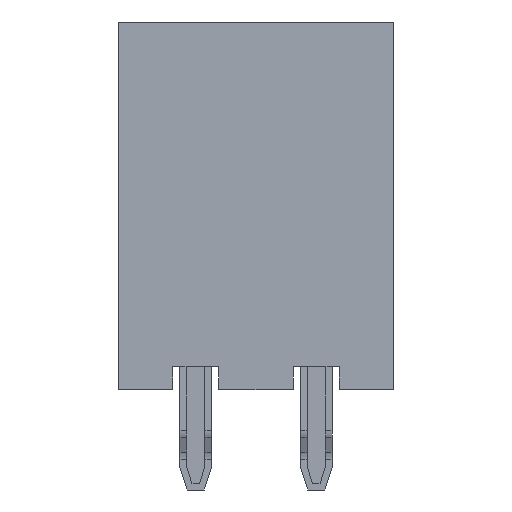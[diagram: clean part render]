
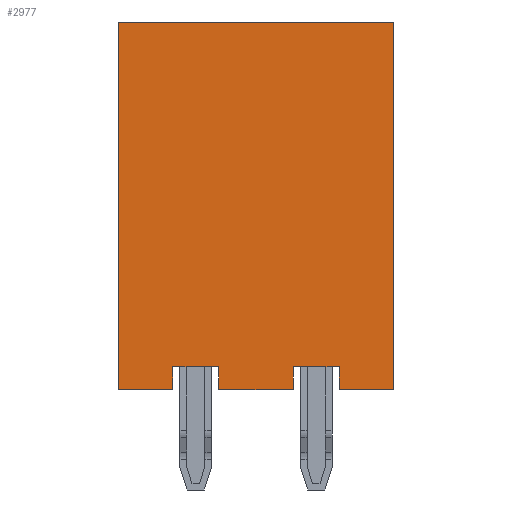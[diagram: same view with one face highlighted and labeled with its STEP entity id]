
A CAD part, front view. The second image highlights one B-rep face of the part: STEP entity #2977.
In plain terms, the highlighted planar face has unit normal (0, -1, 0).
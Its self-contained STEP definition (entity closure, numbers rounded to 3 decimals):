
#165=ORIENTED_EDGE('',*,*,#1044,.F.);
#166=ORIENTED_EDGE('',*,*,#1058,.T.);
#167=ORIENTED_EDGE('',*,*,#1059,.T.);
#168=ORIENTED_EDGE('',*,*,#1060,.T.);
#169=ORIENTED_EDGE('',*,*,#1046,.F.);
#170=ORIENTED_EDGE('',*,*,#1061,.T.);
#171=ORIENTED_EDGE('',*,*,#1062,.T.);
#172=ORIENTED_EDGE('',*,*,#1063,.F.);
#173=ORIENTED_EDGE('',*,*,#1064,.F.);
#174=ORIENTED_EDGE('',*,*,#1065,.T.);
#175=ORIENTED_EDGE('',*,*,#1066,.T.);
#176=ORIENTED_EDGE('',*,*,#1067,.T.);
#1044=EDGE_CURVE('',#1490,#1491,#1785,.T.);
#1046=EDGE_CURVE('',#1492,#1493,#1787,.T.);
#1058=EDGE_CURVE('',#1490,#1504,#1799,.T.);
#1059=EDGE_CURVE('',#1504,#1505,#1800,.T.);
#1060=EDGE_CURVE('',#1505,#1493,#1801,.T.);
#1061=EDGE_CURVE('',#1492,#1506,#1802,.T.);
#1062=EDGE_CURVE('',#1506,#1507,#1803,.T.);
#1063=EDGE_CURVE('',#1508,#1507,#1804,.T.);
#1064=EDGE_CURVE('',#1509,#1508,#1805,.T.);
#1065=EDGE_CURVE('',#1509,#1510,#1806,.T.);
#1066=EDGE_CURVE('',#1510,#1511,#1807,.T.);
#1067=EDGE_CURVE('',#1511,#1491,#1808,.T.);
#1490=VERTEX_POINT('',#4237);
#1491=VERTEX_POINT('',#4239);
#1492=VERTEX_POINT('',#4243);
#1493=VERTEX_POINT('',#4244);
#1504=VERTEX_POINT('',#4270);
#1505=VERTEX_POINT('',#4272);
#1506=VERTEX_POINT('',#4275);
#1507=VERTEX_POINT('',#4277);
#1508=VERTEX_POINT('',#4279);
#1509=VERTEX_POINT('',#4281);
#1510=VERTEX_POINT('',#4283);
#1511=VERTEX_POINT('',#4285);
#1785=LINE('',#4238,#2174);
#1787=LINE('',#4242,#2176);
#1799=LINE('',#4269,#2188);
#1800=LINE('',#4271,#2189);
#1801=LINE('',#4273,#2190);
#1802=LINE('',#4274,#2191);
#1803=LINE('',#4276,#2192);
#1804=LINE('',#4278,#2193);
#1805=LINE('',#4280,#2194);
#1806=LINE('',#4282,#2195);
#1807=LINE('',#4284,#2196);
#1808=LINE('',#4286,#2197);
#2174=VECTOR('',#3399,1000.);
#2176=VECTOR('',#3403,1000.);
#2188=VECTOR('',#3421,1000.);
#2189=VECTOR('',#3422,1000.);
#2190=VECTOR('',#3423,1000.);
#2191=VECTOR('',#3424,1000.);
#2192=VECTOR('',#3425,1000.);
#2193=VECTOR('',#3426,1000.);
#2194=VECTOR('',#3427,1000.);
#2195=VECTOR('',#3428,1000.);
#2196=VECTOR('',#3429,1000.);
#2197=VECTOR('',#3430,1000.);
#2541=EDGE_LOOP('',(#165,#166,#167,#168,#169,#170,#171,#172,#173,#174,#175,
#176));
#2698=FACE_BOUND('',#2541,.T.);
#2855=PLANE('',#3155);
#2977=ADVANCED_FACE('',(#2698),#2855,.T.);
#3155=AXIS2_PLACEMENT_3D('',#4268,#3419,#3420);
#3399=DIRECTION('',(-1.,0.,0.));
#3403=DIRECTION('',(-1.,0.,0.));
#3419=DIRECTION('',(0.,-1.,0.));
#3420=DIRECTION('',(0.,0.,-1.));
#3421=DIRECTION('',(0.,0.,1.));
#3422=DIRECTION('',(1.,0.,0.));
#3423=DIRECTION('',(0.,0.,-1.));
#3424=DIRECTION('',(0.,0.,1.));
#3425=DIRECTION('',(-1.,0.,0.));
#3426=DIRECTION('',(0.,0.,1.));
#3427=DIRECTION('',(-1.,0.,0.));
#3428=DIRECTION('',(0.,0.,1.));
#3429=DIRECTION('',(1.,0.,0.));
#3430=DIRECTION('',(0.,0.,-1.));
#4237=CARTESIAN_POINT('',(1.3,-2.7,-6.4));
#4238=CARTESIAN_POINT('',(4.8,-2.7,-6.4));
#4239=CARTESIAN_POINT('',(-1.3,-2.7,-6.4));
#4242=CARTESIAN_POINT('',(4.8,-2.7,-6.4));
#4243=CARTESIAN_POINT('',(4.8,-2.7,-6.4));
#4244=CARTESIAN_POINT('',(2.9,-2.7,-6.4));
#4268=CARTESIAN_POINT('',(4.8,-2.7,-6.4));
#4269=CARTESIAN_POINT('',(1.3,-2.7,-6.4));
#4270=CARTESIAN_POINT('',(1.3,-2.7,-5.6));
#4271=CARTESIAN_POINT('',(1.3,-2.7,-5.6));
#4272=CARTESIAN_POINT('',(2.9,-2.7,-5.6));
#4273=CARTESIAN_POINT('',(2.9,-2.7,-5.6));
#4274=CARTESIAN_POINT('',(4.8,-2.7,-6.4));
#4275=CARTESIAN_POINT('',(4.8,-2.7,6.4));
#4276=CARTESIAN_POINT('',(4.8,-2.7,6.4));
#4277=CARTESIAN_POINT('',(-4.8,-2.7,6.4));
#4278=CARTESIAN_POINT('',(-4.8,-2.7,-6.4));
#4279=CARTESIAN_POINT('',(-4.8,-2.7,-6.4));
#4280=CARTESIAN_POINT('',(4.8,-2.7,-6.4));
#4281=CARTESIAN_POINT('',(-2.9,-2.7,-6.4));
#4282=CARTESIAN_POINT('',(-2.9,-2.7,-6.4));
#4283=CARTESIAN_POINT('',(-2.9,-2.7,-5.6));
#4284=CARTESIAN_POINT('',(-2.9,-2.7,-5.6));
#4285=CARTESIAN_POINT('',(-1.3,-2.7,-5.6));
#4286=CARTESIAN_POINT('',(-1.3,-2.7,-5.6));
